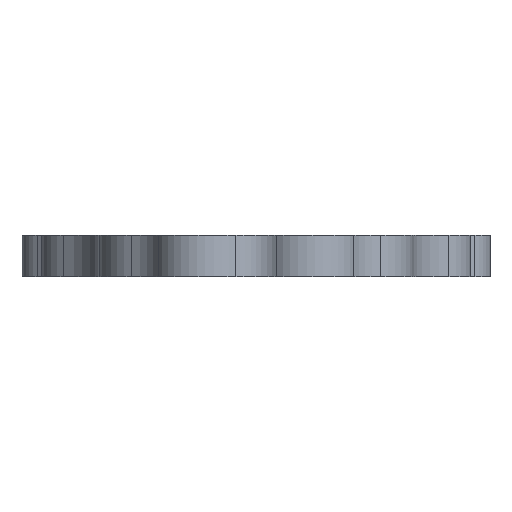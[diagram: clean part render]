
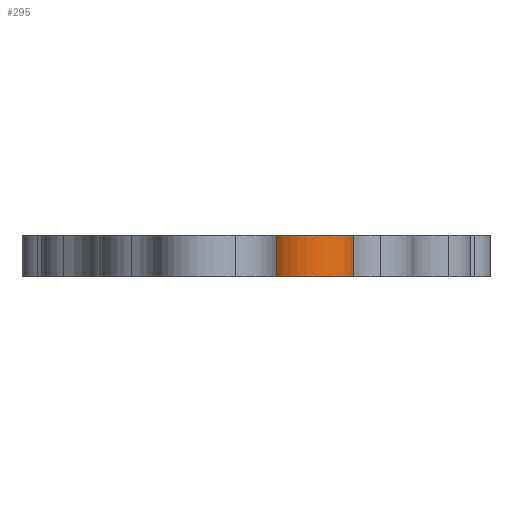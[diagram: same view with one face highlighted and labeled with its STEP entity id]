
A CAD part, front view. The second image highlights one B-rep face of the part: STEP entity #295.
In plain terms, the highlighted cylindrical face has radius 4.8 mm (diameter 9.6 mm), a partial arc.
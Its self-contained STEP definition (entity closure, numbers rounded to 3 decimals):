
#129 = CYLINDRICAL_SURFACE ( 'NONE', #2572, 4.8 ) ;
#214 = DIRECTION ( 'NONE',  ( 0., 0., -1. ) ) ;
#295 = ADVANCED_FACE ( 'NONE', ( #1005 ), #129, .T. ) ;
#341 = DIRECTION ( 'NONE',  ( -1., 0., 0. ) ) ;
#589 = EDGE_CURVE ( 'NONE', #1130, #643, #3298, .T. ) ;
#615 = VERTEX_POINT ( 'NONE', #2799 ) ;
#632 = DIRECTION ( 'NONE',  ( 0., 0., 1. ) ) ;
#643 = VERTEX_POINT ( 'NONE', #3069 ) ;
#697 = CARTESIAN_POINT ( 'NONE',  ( 20., -10., 4. ) ) ;
#709 = DIRECTION ( 'NONE',  ( 0., 0., 1. ) ) ;
#757 = CARTESIAN_POINT ( 'NONE',  ( 16.923, -13.684, 4. ) ) ;
#773 = AXIS2_PLACEMENT_3D ( 'NONE', #2415, #709, #1855 ) ;
#836 = ORIENTED_EDGE ( 'NONE', *, *, #2702, .T. ) ;
#1005 = FACE_OUTER_BOUND ( 'NONE', #2618, .T. ) ;
#1072 = LINE ( 'NONE', #757, #1705 ) ;
#1130 = VERTEX_POINT ( 'NONE', #2492 ) ;
#1499 = LINE ( 'NONE', #2342, #2809 ) ;
#1510 = DIRECTION ( 'NONE',  ( 0., 0., 1. ) ) ;
#1632 = ORIENTED_EDGE ( 'NONE', *, *, #3653, .T. ) ;
#1705 = VECTOR ( 'NONE', #214, 1000. ) ;
#1769 = CARTESIAN_POINT ( 'NONE',  ( 20., -10., 4. ) ) ;
#1855 = DIRECTION ( 'NONE',  ( 1., 0., 0. ) ) ;
#1875 = DIRECTION ( 'NONE',  ( 0., 0., -1. ) ) ;
#1878 = VERTEX_POINT ( 'NONE', #3669 ) ;
#2093 = DIRECTION ( 'NONE',  ( 1., 0., 0. ) ) ;
#2342 = CARTESIAN_POINT ( 'NONE',  ( 24.35, -12.029, 4. ) ) ;
#2376 = ORIENTED_EDGE ( 'NONE', *, *, #2450, .T. ) ;
#2415 = CARTESIAN_POINT ( 'NONE',  ( 20., -10., 0. ) ) ;
#2450 = EDGE_CURVE ( 'NONE', #1878, #643, #1499, .T. ) ;
#2492 = CARTESIAN_POINT ( 'NONE',  ( 16.923, -13.684, 4. ) ) ;
#2516 = AXIS2_PLACEMENT_3D ( 'NONE', #697, #1510, #2093 ) ;
#2572 = AXIS2_PLACEMENT_3D ( 'NONE', #1769, #1875, #341 ) ;
#2618 = EDGE_LOOP ( 'NONE', ( #836, #2376, #3705, #1632 ) ) ;
#2702 = EDGE_CURVE ( 'NONE', #615, #1878, #3466, .T. ) ;
#2799 = CARTESIAN_POINT ( 'NONE',  ( 16.923, -13.684, 0. ) ) ;
#2809 = VECTOR ( 'NONE', #632, 1000. ) ;
#3069 = CARTESIAN_POINT ( 'NONE',  ( 24.35, -12.029, 4. ) ) ;
#3298 = CIRCLE ( 'NONE', #2516, 4.8 ) ;
#3466 = CIRCLE ( 'NONE', #773, 4.8 ) ;
#3653 = EDGE_CURVE ( 'NONE', #1130, #615, #1072, .T. ) ;
#3669 = CARTESIAN_POINT ( 'NONE',  ( 24.35, -12.029, 0. ) ) ;
#3705 = ORIENTED_EDGE ( 'NONE', *, *, #589, .F. ) ;
